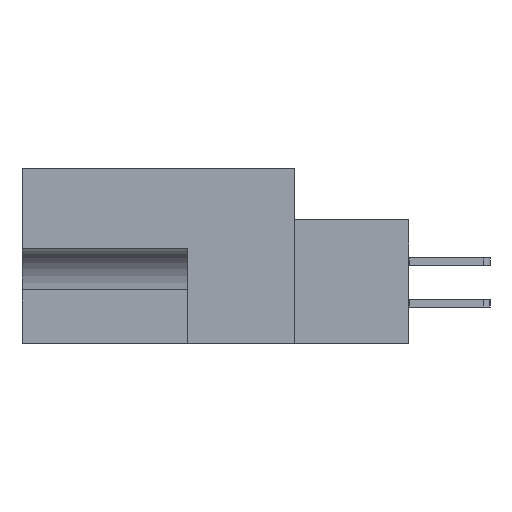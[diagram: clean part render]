
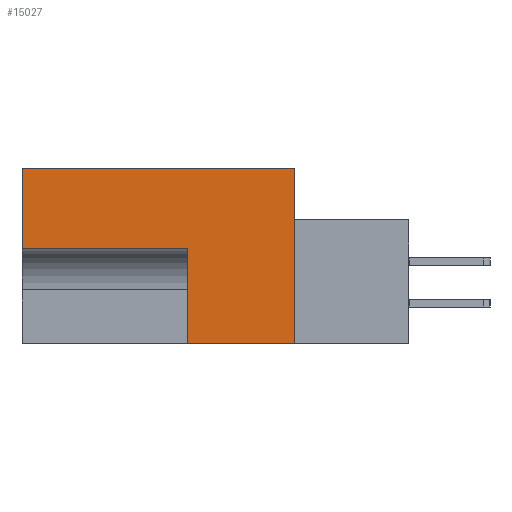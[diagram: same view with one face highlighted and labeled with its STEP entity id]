
A CAD part, left-side view. The second image highlights one B-rep face of the part: STEP entity #15027.
In plain terms, the highlighted planar face has unit normal (-1, 0, 0).
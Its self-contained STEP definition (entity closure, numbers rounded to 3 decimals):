
#96 = ORIENTED_EDGE ( 'NONE', *, *, #26131, .F. ) ;
#555 = LINE ( 'NONE', #26124, #45926 ) ;
#936 = VECTOR ( 'NONE', #8382, 1000. ) ;
#1507 = DIRECTION ( 'NONE',  ( 1., 0., 0. ) ) ;
#3816 = DIRECTION ( 'NONE',  ( 0., 0., 1. ) ) ;
#4067 = LINE ( 'NONE', #5931, #25350 ) ;
#5319 = CARTESIAN_POINT ( 'NONE',  ( 0., 20.955, -6.172 ) ) ;
#5707 = EDGE_LOOP ( 'NONE', ( #40880, #39977, #39640, #96, #44148, #35979 ) ) ;
#5931 = CARTESIAN_POINT ( 'NONE',  ( 0., 11.506, 0. ) ) ;
#7914 = CARTESIAN_POINT ( 'NONE',  ( 0., 0., 0. ) ) ;
#8382 = DIRECTION ( 'NONE',  ( 0., 0., -1. ) ) ;
#9268 = DIRECTION ( 'NONE',  ( 0., 1., 0. ) ) ;
#10135 = DIRECTION ( 'NONE',  ( 0., -1., 0. ) ) ;
#10138 = LINE ( 'NONE', #14471, #40352 ) ;
#10997 = CARTESIAN_POINT ( 'NONE',  ( 0., 8.255, -6.172 ) ) ;
#13882 = FACE_OUTER_BOUND ( 'NONE', #5707, .T. ) ;
#14471 = CARTESIAN_POINT ( 'NONE',  ( 0., 20.955, -13.487 ) ) ;
#15027 = ADVANCED_FACE ( 'NONE', ( #13882 ), #44752, .F. ) ;
#15540 = VERTEX_POINT ( 'NONE', #36976 ) ;
#18345 = DIRECTION ( 'NONE',  ( 0., 0., 1. ) ) ;
#18952 = VERTEX_POINT ( 'NONE', #35690 ) ;
#19867 = DIRECTION ( 'NONE',  ( 0., 0., -1. ) ) ;
#20383 = LINE ( 'NONE', #27604, #34917 ) ;
#25350 = VECTOR ( 'NONE', #10135, 1000. ) ;
#26124 = CARTESIAN_POINT ( 'NONE',  ( 0., 8.255, -13.487 ) ) ;
#26131 = EDGE_CURVE ( 'NONE', #26860, #15540, #10138, .T. ) ;
#26860 = VERTEX_POINT ( 'NONE', #5319 ) ;
#27604 = CARTESIAN_POINT ( 'NONE',  ( 0., -8.814, -13.487 ) ) ;
#27766 = CARTESIAN_POINT ( 'NONE',  ( 0., 0., -13.487 ) ) ;
#29496 = LINE ( 'NONE', #7914, #936 ) ;
#30701 = EDGE_CURVE ( 'NONE', #15540, #38725, #4067, .T. ) ;
#30798 = DIRECTION ( 'NONE',  ( 0., 1., 0. ) ) ;
#31793 = EDGE_CURVE ( 'NONE', #35758, #18952, #20383, .T. ) ;
#32004 = VECTOR ( 'NONE', #30798, 1000. ) ;
#32525 = EDGE_CURVE ( 'NONE', #41943, #26860, #46064, .T. ) ;
#34049 = EDGE_CURVE ( 'NONE', #18952, #41943, #555, .T. ) ;
#34917 = VECTOR ( 'NONE', #9268, 1000. ) ;
#35690 = CARTESIAN_POINT ( 'NONE',  ( 0., 8.255, -13.487 ) ) ;
#35758 = VERTEX_POINT ( 'NONE', #27766 ) ;
#35979 = ORIENTED_EDGE ( 'NONE', *, *, #34049, .F. ) ;
#36048 = CARTESIAN_POINT ( 'NONE',  ( 0., 0., 0. ) ) ;
#36976 = CARTESIAN_POINT ( 'NONE',  ( 0., 20.955, 0. ) ) ;
#37344 = CARTESIAN_POINT ( 'NONE',  ( 0., 0., 0. ) ) ;
#38725 = VERTEX_POINT ( 'NONE', #36048 ) ;
#39640 = ORIENTED_EDGE ( 'NONE', *, *, #30701, .F. ) ;
#39977 = ORIENTED_EDGE ( 'NONE', *, *, #45602, .F. ) ;
#40352 = VECTOR ( 'NONE', #3816, 1000. ) ;
#40880 = ORIENTED_EDGE ( 'NONE', *, *, #31793, .F. ) ;
#41943 = VERTEX_POINT ( 'NONE', #10997 ) ;
#41949 = CARTESIAN_POINT ( 'NONE',  ( 0., 8.255, -6.172 ) ) ;
#43393 = AXIS2_PLACEMENT_3D ( 'NONE', #37344, #1507, #19867 ) ;
#44148 = ORIENTED_EDGE ( 'NONE', *, *, #32525, .F. ) ;
#44752 = PLANE ( 'NONE',  #43393 ) ;
#45602 = EDGE_CURVE ( 'NONE', #38725, #35758, #29496, .T. ) ;
#45926 = VECTOR ( 'NONE', #18345, 1000. ) ;
#46064 = LINE ( 'NONE', #41949, #32004 ) ;
